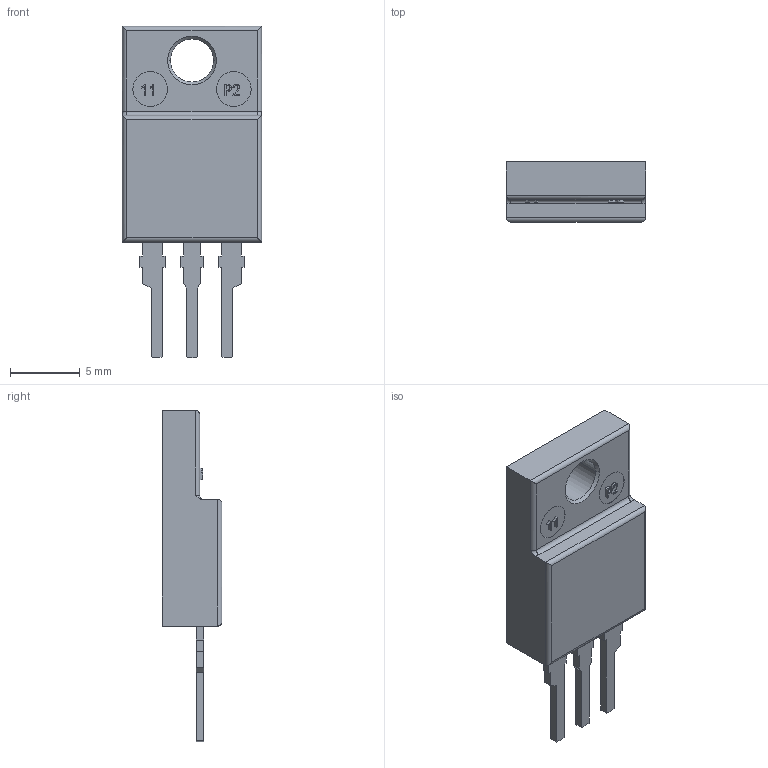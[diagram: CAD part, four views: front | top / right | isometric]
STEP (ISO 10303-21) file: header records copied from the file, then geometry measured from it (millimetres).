
FILE_DESCRIPTION (( 'STEP AP214' ), '1' );
FILE_NAME ('TO-220F-3_L10.0-W4.3-P2.54-L.step', '2022-08-01T12:48:10', ( '' ), ( '' ), 'SwSTEP 2.0', 'SolidWorks 2020', '' );
FILE_SCHEMA (( 'AUTOMOTIVE_DESIGN' ));
Length unit declared in the file: millimetre
Products named in the file (1): TO-220F-3_L10.0-W4.3-P2.54-L
Bounding box: 10 x 4.31 x 23.8 mm (x, y, z)
Volume: 556.8 mm3; surface area: 593.3 mm2
Topology: 5 solids, 5 shells, 344 faces, 920 edges, 610 vertices
Faces by surface type: plane 217, bspline 109, cylinder 14, cone 2, torus 2
Entity records: 15758 total; most frequent: CARTESIAN_POINT 4060, ORIENTED_EDGE 1840, DIRECTION 1182, EDGE_CURVE 920, LINE 670, VECTOR 670, VERTEX_POINT 610, EDGE_LOOP 372
